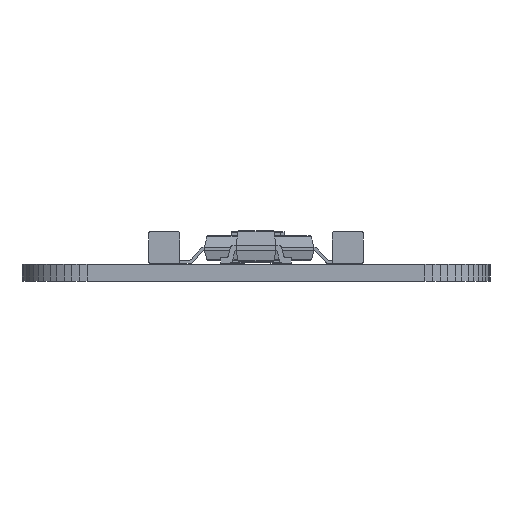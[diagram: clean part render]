
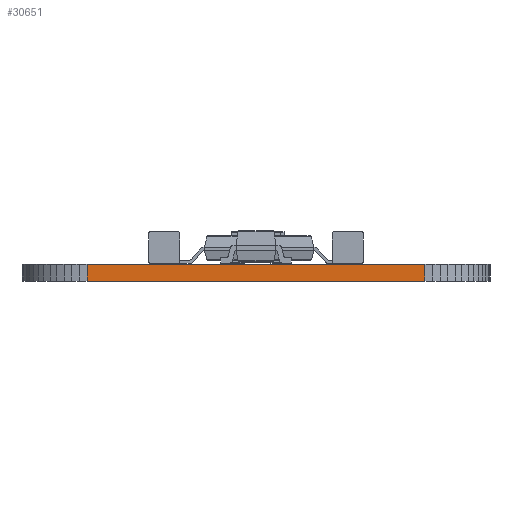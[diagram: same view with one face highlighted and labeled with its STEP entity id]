
A CAD part, front view. The second image highlights one B-rep face of the part: STEP entity #30651.
In plain terms, the highlighted planar face has unit normal (0, -1, 0).
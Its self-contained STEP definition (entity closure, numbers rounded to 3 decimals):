
#23810 = PLANE('',#23811);
#23811 = AXIS2_PLACEMENT_3D('',#23812,#23813,#23814);
#23812 = CARTESIAN_POINT('',(7.62,-24.13,0.68));
#23813 = DIRECTION('',(-0.,-0.,-1.));
#23814 = DIRECTION('',(-1.,0.,0.));
#23864 = PLANE('',#23865);
#23865 = AXIS2_PLACEMENT_3D('',#23866,#23867,#23868);
#23866 = CARTESIAN_POINT('',(7.62,-24.13,0.));
#23867 = DIRECTION('',(-0.,-0.,-1.));
#23868 = DIRECTION('',(-1.,0.,0.));
#24673 = VERTEX_POINT('',#24674);
#24674 = CARTESIAN_POINT('',(14.404,-50.874,0.));
#24688 = PLANE('',#24689);
#24689 = AXIS2_PLACEMENT_3D('',#24690,#24691,#24692);
#24690 = CARTESIAN_POINT('',(14.719,-50.855,0.));
#24691 = DIRECTION('',(0.06,-0.998,0.));
#24692 = DIRECTION('',(-0.998,-0.06,0.));
#24700 = EDGE_CURVE('',#24673,#24701,#24703,.T.);
#24701 = VERTEX_POINT('',#24702);
#24702 = CARTESIAN_POINT('',(0.836,-50.874,0.));
#24703 = SURFACE_CURVE('',#24704,(#24708,#24715),.PCURVE_S1.);
#24704 = LINE('',#24705,#24706);
#24705 = CARTESIAN_POINT('',(14.404,-50.874,0.));
#24706 = VECTOR('',#24707,1.);
#24707 = DIRECTION('',(-1.,0.,0.));
#24708 = PCURVE('',#23864,#24709);
#24709 = DEFINITIONAL_REPRESENTATION('',(#24710),#24714);
#24710 = LINE('',#24711,#24712);
#24711 = CARTESIAN_POINT('',(-6.784,-26.744));
#24712 = VECTOR('',#24713,1.);
#24713 = DIRECTION('',(1.,0.));
#24714 = ( GEOMETRIC_REPRESENTATION_CONTEXT(2) 
PARAMETRIC_REPRESENTATION_CONTEXT() REPRESENTATION_CONTEXT('2D SPACE',''
  ) );
#24715 = PCURVE('',#24716,#24721);
#24716 = PLANE('',#24717);
#24717 = AXIS2_PLACEMENT_3D('',#24718,#24719,#24720);
#24718 = CARTESIAN_POINT('',(14.404,-50.874,0.));
#24719 = DIRECTION('',(0.,-1.,0.));
#24720 = DIRECTION('',(-1.,0.,0.));
#24721 = DEFINITIONAL_REPRESENTATION('',(#24722),#24726);
#24722 = LINE('',#24723,#24724);
#24723 = CARTESIAN_POINT('',(0.,0.));
#24724 = VECTOR('',#24725,1.);
#24725 = DIRECTION('',(1.,0.));
#24726 = ( GEOMETRIC_REPRESENTATION_CONTEXT(2) 
PARAMETRIC_REPRESENTATION_CONTEXT() REPRESENTATION_CONTEXT('2D SPACE',''
  ) );
#24744 = PLANE('',#24745);
#24745 = AXIS2_PLACEMENT_3D('',#24746,#24747,#24748);
#24746 = CARTESIAN_POINT('',(0.836,-50.874,0.));
#24747 = DIRECTION('',(-0.06,-0.998,0.));
#24748 = DIRECTION('',(-0.998,0.06,0.));
#27441 = VERTEX_POINT('',#27442);
#27442 = CARTESIAN_POINT('',(14.404,-50.874,0.68));
#27463 = EDGE_CURVE('',#27441,#27464,#27466,.T.);
#27464 = VERTEX_POINT('',#27465);
#27465 = CARTESIAN_POINT('',(0.836,-50.874,0.68));
#27466 = SURFACE_CURVE('',#27467,(#27471,#27478),.PCURVE_S1.);
#27467 = LINE('',#27468,#27469);
#27468 = CARTESIAN_POINT('',(14.404,-50.874,0.68));
#27469 = VECTOR('',#27470,1.);
#27470 = DIRECTION('',(-1.,0.,0.));
#27471 = PCURVE('',#23810,#27472);
#27472 = DEFINITIONAL_REPRESENTATION('',(#27473),#27477);
#27473 = LINE('',#27474,#27475);
#27474 = CARTESIAN_POINT('',(-6.784,-26.744));
#27475 = VECTOR('',#27476,1.);
#27476 = DIRECTION('',(1.,0.));
#27477 = ( GEOMETRIC_REPRESENTATION_CONTEXT(2) 
PARAMETRIC_REPRESENTATION_CONTEXT() REPRESENTATION_CONTEXT('2D SPACE',''
  ) );
#27478 = PCURVE('',#24716,#27479);
#27479 = DEFINITIONAL_REPRESENTATION('',(#27480),#27484);
#27480 = LINE('',#27481,#27482);
#27481 = CARTESIAN_POINT('',(0.,-0.68));
#27482 = VECTOR('',#27483,1.);
#27483 = DIRECTION('',(1.,0.));
#27484 = ( GEOMETRIC_REPRESENTATION_CONTEXT(2) 
PARAMETRIC_REPRESENTATION_CONTEXT() REPRESENTATION_CONTEXT('2D SPACE',''
  ) );
#30603 = EDGE_CURVE('',#24673,#27441,#30604,.T.);
#30604 = SURFACE_CURVE('',#30605,(#30609,#30616),.PCURVE_S1.);
#30605 = LINE('',#30606,#30607);
#30606 = CARTESIAN_POINT('',(14.404,-50.874,0.));
#30607 = VECTOR('',#30608,1.);
#30608 = DIRECTION('',(0.,0.,1.));
#30609 = PCURVE('',#24688,#30610);
#30610 = DEFINITIONAL_REPRESENTATION('',(#30611),#30615);
#30611 = LINE('',#30612,#30613);
#30612 = CARTESIAN_POINT('',(0.316,0.));
#30613 = VECTOR('',#30614,1.);
#30614 = DIRECTION('',(0.,-1.));
#30615 = ( GEOMETRIC_REPRESENTATION_CONTEXT(2) 
PARAMETRIC_REPRESENTATION_CONTEXT() REPRESENTATION_CONTEXT('2D SPACE',''
  ) );
#30616 = PCURVE('',#24716,#30617);
#30617 = DEFINITIONAL_REPRESENTATION('',(#30618),#30622);
#30618 = LINE('',#30619,#30620);
#30619 = CARTESIAN_POINT('',(0.,0.));
#30620 = VECTOR('',#30621,1.);
#30621 = DIRECTION('',(0.,-1.));
#30622 = ( GEOMETRIC_REPRESENTATION_CONTEXT(2) 
PARAMETRIC_REPRESENTATION_CONTEXT() REPRESENTATION_CONTEXT('2D SPACE',''
  ) );
#30651 = ADVANCED_FACE('',(#30652),#24716,.T.);
#30652 = FACE_BOUND('',#30653,.T.);
#30653 = EDGE_LOOP('',(#30654,#30655,#30656,#30677));
#30654 = ORIENTED_EDGE('',*,*,#30603,.T.);
#30655 = ORIENTED_EDGE('',*,*,#27463,.T.);
#30656 = ORIENTED_EDGE('',*,*,#30657,.F.);
#30657 = EDGE_CURVE('',#24701,#27464,#30658,.T.);
#30658 = SURFACE_CURVE('',#30659,(#30663,#30670),.PCURVE_S1.);
#30659 = LINE('',#30660,#30661);
#30660 = CARTESIAN_POINT('',(0.836,-50.874,0.));
#30661 = VECTOR('',#30662,1.);
#30662 = DIRECTION('',(0.,0.,1.));
#30663 = PCURVE('',#24716,#30664);
#30664 = DEFINITIONAL_REPRESENTATION('',(#30665),#30669);
#30665 = LINE('',#30666,#30667);
#30666 = CARTESIAN_POINT('',(13.569,0.));
#30667 = VECTOR('',#30668,1.);
#30668 = DIRECTION('',(0.,-1.));
#30669 = ( GEOMETRIC_REPRESENTATION_CONTEXT(2) 
PARAMETRIC_REPRESENTATION_CONTEXT() REPRESENTATION_CONTEXT('2D SPACE',''
  ) );
#30670 = PCURVE('',#24744,#30671);
#30671 = DEFINITIONAL_REPRESENTATION('',(#30672),#30676);
#30672 = LINE('',#30673,#30674);
#30673 = CARTESIAN_POINT('',(0.,0.));
#30674 = VECTOR('',#30675,1.);
#30675 = DIRECTION('',(0.,-1.));
#30676 = ( GEOMETRIC_REPRESENTATION_CONTEXT(2) 
PARAMETRIC_REPRESENTATION_CONTEXT() REPRESENTATION_CONTEXT('2D SPACE',''
  ) );
#30677 = ORIENTED_EDGE('',*,*,#24700,.F.);
